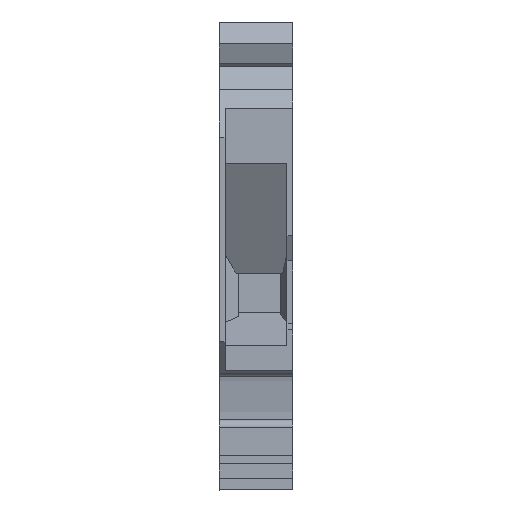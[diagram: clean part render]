
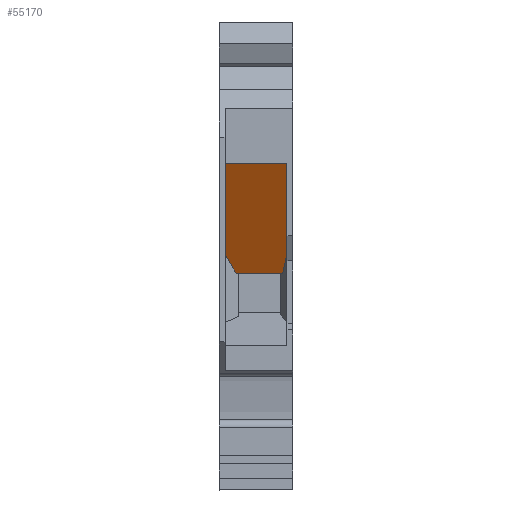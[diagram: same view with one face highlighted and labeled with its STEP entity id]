
A CAD part, front view. The second image highlights one B-rep face of the part: STEP entity #55170.
In plain terms, the highlighted face is planar.
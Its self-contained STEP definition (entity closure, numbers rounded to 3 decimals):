
#52040=CARTESIAN_POINT('',(-39.725,14.8,
71.862));
#52050=VERTEX_POINT('',#52040);
#52080=CARTESIAN_POINT('',(-39.725,14.8,78.15));
#52090=DIRECTION('',(0.,0.,-1.));
#52100=VECTOR('',#52090,1.);
#52110=LINE('',#52080,#52100);
#52120=CARTESIAN_POINT('',(-39.725,14.8,
77.034));
#52130=VERTEX_POINT('',#52120);
#52140=EDGE_CURVE('',#52130,#52050,#52110,.T.);
#52580=CARTESIAN_POINT('',(-46.75,26.968,
70.65));
#52590=VERTEX_POINT('',#52580);
#52620=CARTESIAN_POINT('',(180.284,-366.266,
70.65));
#52630=DIRECTION('',(0.5,-0.866,
0.));
#52640=VECTOR('',#52630,1.);
#52650=LINE('',#52620,#52640);
#52660=CARTESIAN_POINT('',(-40.937,16.899,
70.65));
#52670=VERTEX_POINT('',#52660);
#52680=EDGE_CURVE('',#52590,#52670,#52650,.T.);
#52930=CARTESIAN_POINT('',(180.284,-366.266,
77.5));
#52940=DIRECTION('',(0.5,-0.866,
0.));
#52950=VECTOR('',#52940,1.);
#52960=LINE('',#52930,#52950);
#52970=CARTESIAN_POINT('',(-46.75,26.968,
77.5));
#52980=VERTEX_POINT('',#52970);
#52990=CARTESIAN_POINT('',(-41.007,17.021,
77.5));
#53000=VERTEX_POINT('',#52990);
#53010=EDGE_CURVE('',#52980,#53000,#52960,.T.);
#54240=CARTESIAN_POINT('',(-46.75,26.968,
78.15));
#54250=DIRECTION('',(0.,0.,-1.));
#54260=VECTOR('',#54250,1.);
#54270=LINE('',#54240,#54260);
#54280=EDGE_CURVE('',#52980,#52590,#54270,.T.);
#54940=CARTESIAN_POINT('',(-39.407,14.25,
72.15));
#54950=DIRECTION('',(-0.866,-0.5,
0.));
#54960=DIRECTION('',(0.5,-0.866,
0.));
#54970=AXIS2_PLACEMENT_3D('',#54940,#54950,#54960);
#54980=PLANE('',#54970);
#54990=ORIENTED_EDGE('',*,*,#52140,.F.);
#55000=CARTESIAN_POINT('',(178.609,-363.366,
290.196));
#55010=DIRECTION('',(0.447,-0.775,
0.447));
#55020=VECTOR('',#55010,1.);
#55030=LINE('',#55000,#55020);
#55040=EDGE_CURVE('',#52670,#52050,#55030,.T.);
#55050=ORIENTED_EDGE('',*,*,#55040,.T.);
#55060=ORIENTED_EDGE('',*,*,#52680,.T.);
#55070=ORIENTED_EDGE('',*,*,#54280,.T.);
#55080=ORIENTED_EDGE('',*,*,#53010,.F.);
#55090=CARTESIAN_POINT('',(178.609,-363.366,
-2.313));
#55100=DIRECTION('',(0.492,-0.852,
-0.179));
#55110=VECTOR('',#55100,1.);
#55120=LINE('',#55090,#55110);
#55130=EDGE_CURVE('',#53000,#52130,#55120,.T.);
#55140=ORIENTED_EDGE('',*,*,#55130,.F.);
#55150=EDGE_LOOP('',(#55140,#55080,#55070,#55060,#55050,#54990));
#55160=FACE_OUTER_BOUND('',#55150,.T.);
#55170=ADVANCED_FACE('',(#55160),#54980,.T.);
